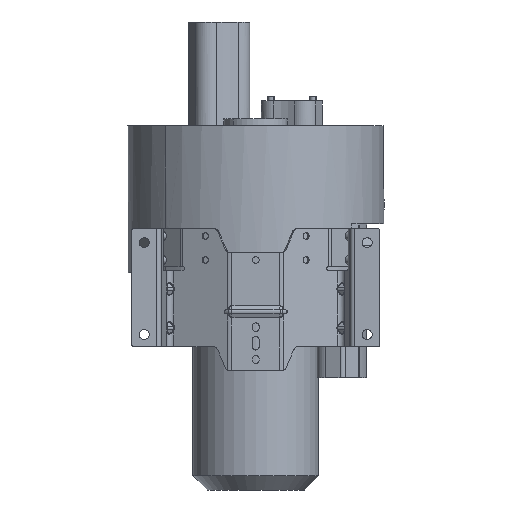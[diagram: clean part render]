
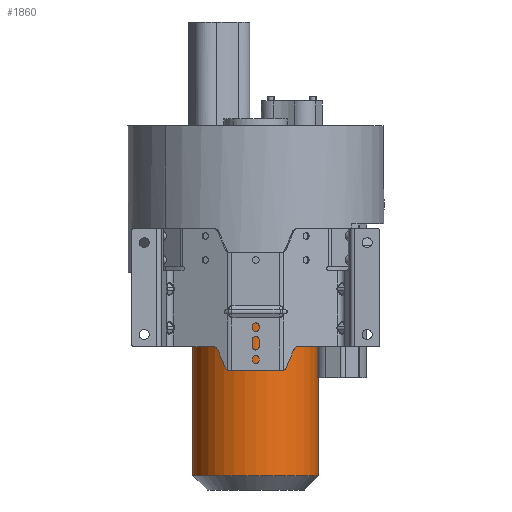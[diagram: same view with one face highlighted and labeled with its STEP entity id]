
A CAD part, front view. The second image highlights one B-rep face of the part: STEP entity #1860.
In plain terms, the highlighted cylindrical face has radius 88.7 mm (diameter 177.4 mm), a partial arc.
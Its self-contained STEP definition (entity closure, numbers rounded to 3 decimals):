
#1174=CYLINDRICAL_SURFACE('',#13760,88.7);
#1860=ADVANCED_FACE('',(#2821),#1174,.T.);
#2821=FACE_OUTER_BOUND('',#3607,.T.);
#3607=EDGE_LOOP('',(#7492,#7493,#7494,#7495));
#4090=CIRCLE('',#13437,88.7);
#4222=CIRCLE('',#13756,88.7);
#7492=ORIENTED_EDGE('',*,*,#11007,.F.);
#7493=ORIENTED_EDGE('',*,*,#10541,.F.);
#7494=ORIENTED_EDGE('',*,*,#11008,.T.);
#7495=ORIENTED_EDGE('',*,*,#11005,.T.);
#8883=VERTEX_POINT('',#25490);
#8884=VERTEX_POINT('',#25491);
#9176=VERTEX_POINT('',#27209);
#9178=VERTEX_POINT('',#27213);
#10541=EDGE_CURVE('',#8883,#8884,#4090,.T.);
#11005=EDGE_CURVE('',#9176,#9178,#4222,.T.);
#11007=EDGE_CURVE('',#8884,#9178,#11860,.T.);
#11008=EDGE_CURVE('',#8883,#9176,#11861,.T.);
#11860=LINE('',#27218,#12652);
#11861=LINE('',#27219,#12653);
#12652=VECTOR('',#16802,1.);
#12653=VECTOR('',#16803,1.);
#13437=AXIS2_PLACEMENT_3D('',#25489,#15970,#15971);
#13756=AXIS2_PLACEMENT_3D('',#27214,#16794,#16795);
#13760=AXIS2_PLACEMENT_3D('',#27220,#16804,#16805);
#15970=DIRECTION('',(0.,0.,1.));
#15971=DIRECTION('',(-1.,0.,0.));
#16794=DIRECTION('',(0.,0.,1.));
#16795=DIRECTION('',(-1.,0.,0.));
#16802=DIRECTION('',(0.,0.,-1.));
#16803=DIRECTION('',(0.,0.,-1.));
#16804=DIRECTION('',(0.,0.,-1.));
#16805=DIRECTION('',(1.,0.,0.));
#25489=CARTESIAN_POINT('',(0.,0.,-35.13));
#25490=CARTESIAN_POINT('',(-88.7,0.,-35.13));
#25491=CARTESIAN_POINT('',(88.7,0.,-35.13));
#27209=CARTESIAN_POINT('',(-88.7,0.,-322.));
#27213=CARTESIAN_POINT('',(88.7,0.,-322.));
#27214=CARTESIAN_POINT('',(0.,0.,-322.));
#27218=CARTESIAN_POINT('',(88.7,0.,-35.13));
#27219=CARTESIAN_POINT('',(-88.7,0.,-35.13));
#27220=CARTESIAN_POINT('',(0.,0.,-35.13));
